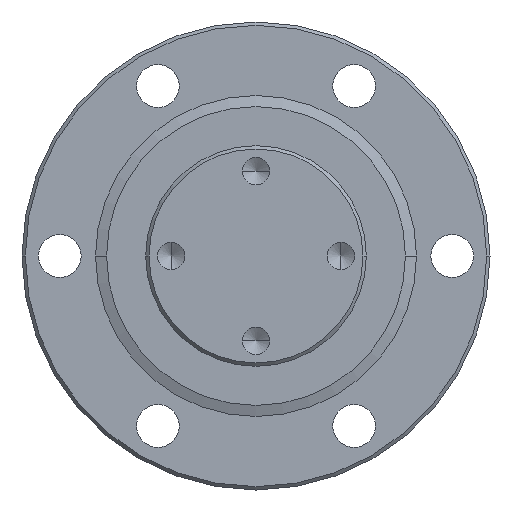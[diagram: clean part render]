
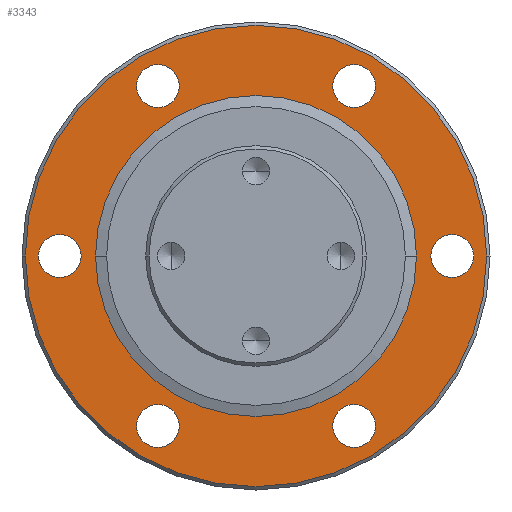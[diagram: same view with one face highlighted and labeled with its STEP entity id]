
A CAD part, front view. The second image highlights one B-rep face of the part: STEP entity #3343.
In plain terms, the highlighted planar face has unit normal (0, -1, 0).
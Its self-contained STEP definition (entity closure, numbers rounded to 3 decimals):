
#777=CARTESIAN_POINT('',(0.,0.,0.));
#778=DIRECTION('',(0.,1.,0.));
#779=DIRECTION('',(1.,0.,0.));
#780=AXIS2_PLACEMENT_3D('',#777,#778,#779);
#782=CARTESIAN_POINT('',(0.,0.,0.));
#783=DIRECTION('',(0.,1.,0.));
#784=DIRECTION('',(-1.,0.,0.));
#785=AXIS2_PLACEMENT_3D('',#782,#783,#784);
#787=CARTESIAN_POINT('',(-14.675,0.,-25.418));
#788=DIRECTION('',(0.,-1.,0.));
#789=DIRECTION('',(-0.5,0.,-0.866));
#790=AXIS2_PLACEMENT_3D('',#787,#788,#789);
#792=CARTESIAN_POINT('',(-14.675,0.,-25.418));
#793=DIRECTION('',(0.,-1.,0.));
#794=DIRECTION('',(0.5,0.,0.866));
#795=AXIS2_PLACEMENT_3D('',#792,#793,#794);
#797=CARTESIAN_POINT('',(-29.35,0.,0.));
#798=DIRECTION('',(0.,-1.,0.));
#799=DIRECTION('',(-1.,0.,0.));
#800=AXIS2_PLACEMENT_3D('',#797,#798,#799);
#802=CARTESIAN_POINT('',(-29.35,0.,0.));
#803=DIRECTION('',(0.,-1.,0.));
#804=DIRECTION('',(1.,0.,0.));
#805=AXIS2_PLACEMENT_3D('',#802,#803,#804);
#807=CARTESIAN_POINT('',(-14.675,0.,25.418));
#808=DIRECTION('',(0.,-1.,0.));
#809=DIRECTION('',(-0.5,0.,0.866));
#810=AXIS2_PLACEMENT_3D('',#807,#808,#809);
#812=CARTESIAN_POINT('',(-14.675,0.,25.418));
#813=DIRECTION('',(0.,-1.,0.));
#814=DIRECTION('',(0.5,0.,-0.866));
#815=AXIS2_PLACEMENT_3D('',#812,#813,#814);
#817=CARTESIAN_POINT('',(14.675,0.,25.418));
#818=DIRECTION('',(0.,-1.,0.));
#819=DIRECTION('',(0.5,0.,0.866));
#820=AXIS2_PLACEMENT_3D('',#817,#818,#819);
#822=CARTESIAN_POINT('',(14.675,0.,25.418));
#823=DIRECTION('',(0.,-1.,0.));
#824=DIRECTION('',(-0.5,0.,-0.866));
#825=AXIS2_PLACEMENT_3D('',#822,#823,#824);
#827=CARTESIAN_POINT('',(0.,0.,0.));
#828=DIRECTION('',(0.,-1.,0.));
#829=DIRECTION('',(-1.,0.,0.));
#830=AXIS2_PLACEMENT_3D('',#827,#828,#829);
#832=CARTESIAN_POINT('',(0.,0.,0.));
#833=DIRECTION('',(0.,-1.,0.));
#834=DIRECTION('',(1.,0.,0.));
#835=AXIS2_PLACEMENT_3D('',#832,#833,#834);
#837=CARTESIAN_POINT('',(14.675,0.,-25.418));
#838=DIRECTION('',(0.,-1.,0.));
#839=DIRECTION('',(0.5,0.,-0.866));
#840=AXIS2_PLACEMENT_3D('',#837,#838,#839);
#842=CARTESIAN_POINT('',(14.675,0.,-25.418));
#843=DIRECTION('',(0.,-1.,0.));
#844=DIRECTION('',(-0.5,0.,0.866));
#845=AXIS2_PLACEMENT_3D('',#842,#843,#844);
#847=CARTESIAN_POINT('',(29.35,0.,0.));
#848=DIRECTION('',(0.,-1.,0.));
#849=DIRECTION('',(1.,0.,0.));
#850=AXIS2_PLACEMENT_3D('',#847,#848,#849);
#852=CARTESIAN_POINT('',(29.35,0.,0.));
#853=DIRECTION('',(0.,-1.,0.));
#854=DIRECTION('',(-1.,0.,0.));
#855=AXIS2_PLACEMENT_3D('',#852,#853,#854);
#1889=CARTESIAN_POINT('',(16.275,0.,-28.189));
#1891=VERTEX_POINT('',#1889);
#1892=CARTESIAN_POINT('',(13.075,0.,-22.647));
#1893=VERTEX_POINT('',#1892);
#1897=CARTESIAN_POINT('',(-16.275,0.,-28.189));
#1899=VERTEX_POINT('',#1897);
#1900=CARTESIAN_POINT('',(-13.075,0.,-22.647));
#1901=VERTEX_POINT('',#1900);
#1905=CARTESIAN_POINT('',(-32.55,0.,0.));
#1907=VERTEX_POINT('',#1905);
#1908=CARTESIAN_POINT('',(-26.15,0.,0.));
#1909=VERTEX_POINT('',#1908);
#1913=CARTESIAN_POINT('',(-16.275,0.,28.189));
#1915=VERTEX_POINT('',#1913);
#1916=CARTESIAN_POINT('',(-13.075,0.,22.647));
#1917=VERTEX_POINT('',#1916);
#1921=CARTESIAN_POINT('',(32.55,0.,0.));
#1923=VERTEX_POINT('',#1921);
#1924=CARTESIAN_POINT('',(26.15,0.,0.));
#1925=VERTEX_POINT('',#1924);
#1932=CARTESIAN_POINT('',(-34.5,0.,0.));
#1934=VERTEX_POINT('',#1932);
#1938=CARTESIAN_POINT('',(34.5,0.,0.));
#1939=VERTEX_POINT('',#1938);
#1956=CARTESIAN_POINT('',(24.,0.,0.));
#1957=VERTEX_POINT('',#1956);
#1958=CARTESIAN_POINT('',(-24.,0.,0.));
#1959=VERTEX_POINT('',#1958);
#1961=CARTESIAN_POINT('',(16.275,0.,28.189));
#1963=VERTEX_POINT('',#1961);
#1964=CARTESIAN_POINT('',(13.075,0.,22.647));
#1965=VERTEX_POINT('',#1964);
#3292=CARTESIAN_POINT('',(0.,0.,24.));
#3293=DIRECTION('',(0.,-1.,0.));
#3294=DIRECTION('',(0.,0.,-1.));
#3295=AXIS2_PLACEMENT_3D('',#3292,#3293,#3294);
#3296=PLANE('',#3295);
#3298=ORIENTED_EDGE('',*,*,#3297,.T.);
#3300=ORIENTED_EDGE('',*,*,#3299,.T.);
#3301=EDGE_LOOP('',(#3298,#3300));
#3302=FACE_OUTER_BOUND('',#3301,.F.);
#3304=ORIENTED_EDGE('',*,*,#3303,.T.);
#3306=ORIENTED_EDGE('',*,*,#3305,.T.);
#3307=EDGE_LOOP('',(#3304,#3306));
#3308=FACE_BOUND('',#3307,.F.);
#3310=ORIENTED_EDGE('',*,*,#3309,.T.);
#3312=ORIENTED_EDGE('',*,*,#3311,.T.);
#3313=EDGE_LOOP('',(#3310,#3312));
#3314=FACE_BOUND('',#3313,.F.);
#3316=ORIENTED_EDGE('',*,*,#3315,.T.);
#3318=ORIENTED_EDGE('',*,*,#3317,.T.);
#3319=EDGE_LOOP('',(#3316,#3318));
#3320=FACE_BOUND('',#3319,.F.);
#3322=ORIENTED_EDGE('',*,*,#3321,.T.);
#3324=ORIENTED_EDGE('',*,*,#3323,.T.);
#3325=EDGE_LOOP('',(#3322,#3324));
#3326=FACE_BOUND('',#3325,.F.);
#3327=ORIENTED_EDGE('',*,*,#3284,.T.);
#3328=ORIENTED_EDGE('',*,*,#3272,.T.);
#3329=EDGE_LOOP('',(#3327,#3328));
#3330=FACE_BOUND('',#3329,.F.);
#3332=ORIENTED_EDGE('',*,*,#3331,.T.);
#3334=ORIENTED_EDGE('',*,*,#3333,.T.);
#3335=EDGE_LOOP('',(#3332,#3334));
#3336=FACE_BOUND('',#3335,.F.);
#3338=ORIENTED_EDGE('',*,*,#3337,.T.);
#3340=ORIENTED_EDGE('',*,*,#3339,.T.);
#3341=EDGE_LOOP('',(#3338,#3340));
#3342=FACE_BOUND('',#3341,.F.);
#3343=ADVANCED_FACE('',(#3302,#3308,#3314,#3320,#3326,#3330,#3336,#3342),#3296,
.T.);
#781=CIRCLE('',#780,34.5);
#786=CIRCLE('',#785,34.5);
#791=CIRCLE('',#790,3.2);
#796=CIRCLE('',#795,3.2);
#801=CIRCLE('',#800,3.2);
#806=CIRCLE('',#805,3.2);
#811=CIRCLE('',#810,3.2);
#816=CIRCLE('',#815,3.2);
#821=CIRCLE('',#820,3.2);
#826=CIRCLE('',#825,3.2);
#831=CIRCLE('',#830,24.);
#836=CIRCLE('',#835,24.);
#841=CIRCLE('',#840,3.2);
#846=CIRCLE('',#845,3.2);
#851=CIRCLE('',#850,3.2);
#856=CIRCLE('',#855,3.2);
#3272=EDGE_CURVE('',#1957,#1959,#836,.T.);
#3284=EDGE_CURVE('',#1959,#1957,#831,.T.);
#3297=EDGE_CURVE('',#1939,#1934,#781,.T.);
#3299=EDGE_CURVE('',#1934,#1939,#786,.T.);
#3303=EDGE_CURVE('',#1899,#1901,#791,.T.);
#3305=EDGE_CURVE('',#1901,#1899,#796,.T.);
#3309=EDGE_CURVE('',#1907,#1909,#801,.T.);
#3311=EDGE_CURVE('',#1909,#1907,#806,.T.);
#3315=EDGE_CURVE('',#1915,#1917,#811,.T.);
#3317=EDGE_CURVE('',#1917,#1915,#816,.T.);
#3321=EDGE_CURVE('',#1963,#1965,#821,.T.);
#3323=EDGE_CURVE('',#1965,#1963,#826,.T.);
#3331=EDGE_CURVE('',#1891,#1893,#841,.T.);
#3333=EDGE_CURVE('',#1893,#1891,#846,.T.);
#3337=EDGE_CURVE('',#1923,#1925,#851,.T.);
#3339=EDGE_CURVE('',#1925,#1923,#856,.T.);
